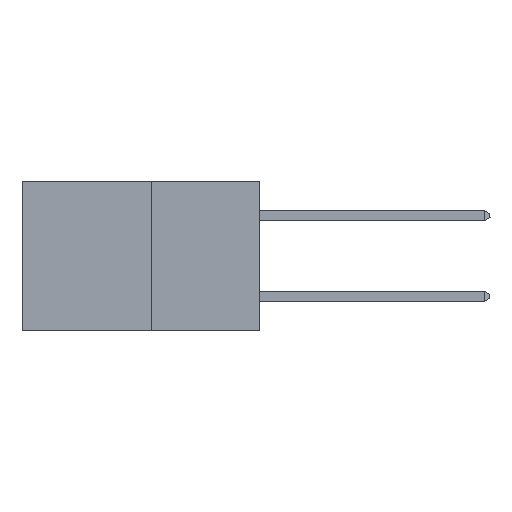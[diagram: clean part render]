
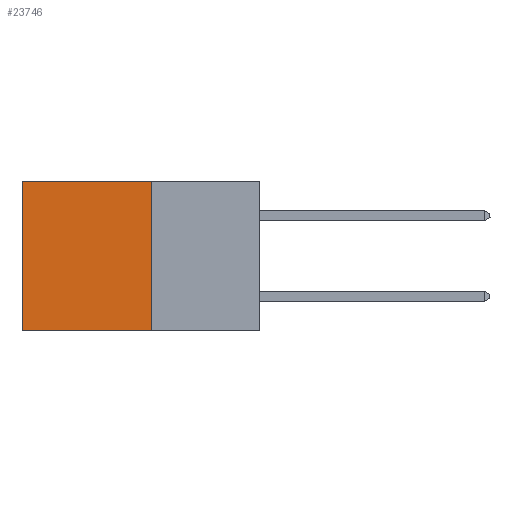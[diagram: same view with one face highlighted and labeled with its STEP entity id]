
A CAD part, left-side view. The second image highlights one B-rep face of the part: STEP entity #23746.
In plain terms, the highlighted planar face has unit normal (-1, 0, 0).
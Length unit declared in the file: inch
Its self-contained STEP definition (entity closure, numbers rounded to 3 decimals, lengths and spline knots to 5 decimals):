
#509 = VERTEX_POINT ( 'NONE', #17117 ) ;
#902 = VECTOR ( 'NONE', #27490, 39.37008 ) ;
#971 = AXIS2_PLACEMENT_3D ( 'NONE', #3242, #5498, #21237 ) ;
#1604 = LINE ( 'NONE', #27422, #902 ) ;
#1805 = DIRECTION ( 'NONE',  ( 0., 1., 0. ) ) ;
#3151 = CARTESIAN_POINT ( 'NONE',  ( 0.277, 0.27, 0. ) ) ;
#3242 = CARTESIAN_POINT ( 'NONE',  ( 0.277, 0.27, -0.37 ) ) ;
#3511 = CARTESIAN_POINT ( 'NONE',  ( 0.277, 0.27, -0.37 ) ) ;
#5498 = DIRECTION ( 'NONE',  ( 1., 0., 0. ) ) ;
#5650 = VECTOR ( 'NONE', #1805, 39.37008 ) ;
#6028 = EDGE_CURVE ( 'NONE', #14070, #21907, #1604, .T. ) ;
#6346 = LINE ( 'NONE', #12988, #5650 ) ;
#6376 = VERTEX_POINT ( 'NONE', #23594 ) ;
#7327 = EDGE_CURVE ( 'NONE', #6376, #509, #26098, .T. ) ;
#7464 = EDGE_LOOP ( 'NONE', ( #26323, #17917, #8597, #14262 ) ) ;
#8303 = LINE ( 'NONE', #26313, #18130 ) ;
#8597 = ORIENTED_EDGE ( 'NONE', *, *, #6028, .F. ) ;
#11561 = CARTESIAN_POINT ( 'NONE',  ( 0.277, 0.59, -0.37 ) ) ;
#11666 = DIRECTION ( 'NONE',  ( 0., 0., -1. ) ) ;
#12988 = CARTESIAN_POINT ( 'NONE',  ( 0.277, 0.27, 0. ) ) ;
#14070 = VERTEX_POINT ( 'NONE', #3151 ) ;
#14262 = ORIENTED_EDGE ( 'NONE', *, *, #18650, .T. ) ;
#14485 = PLANE ( 'NONE',  #971 ) ;
#14945 = VECTOR ( 'NONE', #11666, 39.37008 ) ;
#15064 = EDGE_CURVE ( 'NONE', #21907, #509, #8303, .T. ) ;
#17117 = CARTESIAN_POINT ( 'NONE',  ( 0.277, 0.59, -0.37 ) ) ;
#17433 = DIRECTION ( 'NONE',  ( 0., 1., 0. ) ) ;
#17917 = ORIENTED_EDGE ( 'NONE', *, *, #15064, .F. ) ;
#18130 = VECTOR ( 'NONE', #17433, 39.37008 ) ;
#18650 = EDGE_CURVE ( 'NONE', #14070, #6376, #6346, .T. ) ;
#21237 = DIRECTION ( 'NONE',  ( 0., 0., -1. ) ) ;
#21907 = VERTEX_POINT ( 'NONE', #3511 ) ;
#23594 = CARTESIAN_POINT ( 'NONE',  ( 0.277, 0.59, 0. ) ) ;
#23746 = ADVANCED_FACE ( 'NONE', ( #26035 ), #14485, .F. ) ;
#26035 = FACE_OUTER_BOUND ( 'NONE', #7464, .T. ) ;
#26098 = LINE ( 'NONE', #11561, #14945 ) ;
#26313 = CARTESIAN_POINT ( 'NONE',  ( 0.277, 0.27, -0.37 ) ) ;
#26323 = ORIENTED_EDGE ( 'NONE', *, *, #7327, .T. ) ;
#27422 = CARTESIAN_POINT ( 'NONE',  ( 0.277, 0.27, -0.37 ) ) ;
#27490 = DIRECTION ( 'NONE',  ( 0., 0., -1. ) ) ;
